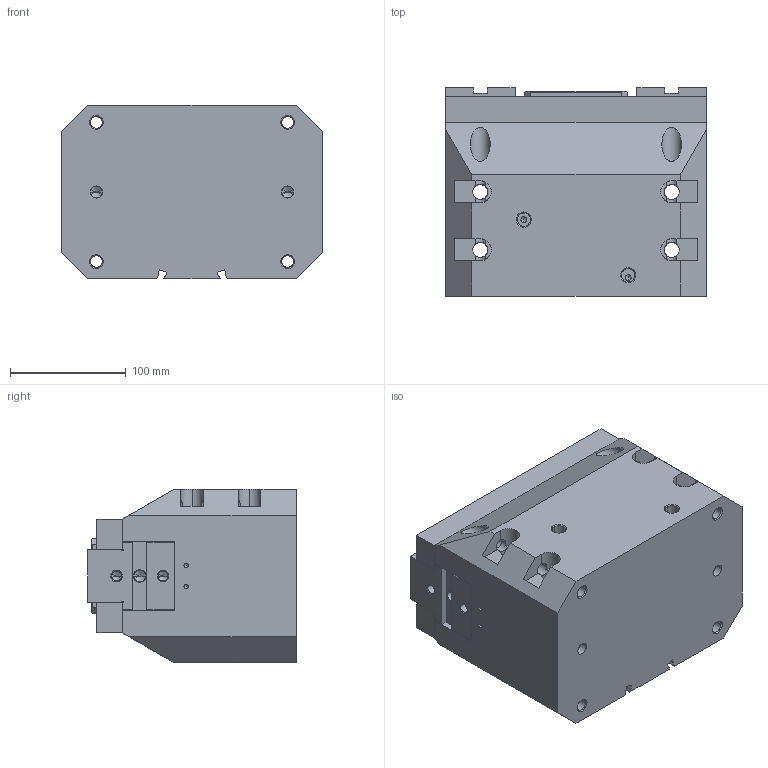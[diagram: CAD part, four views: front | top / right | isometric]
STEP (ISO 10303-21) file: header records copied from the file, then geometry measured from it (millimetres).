
FILE_DESCRIPTION( ( '' ), '1' );
FILE_NAME( 'op150i_op724abc_0_2_14a.stp', '2010-10-25T12:47:26', ( '' ), ( '' ), ' ', ' ', ' ' );
FILE_SCHEMA( ( 'automotive_design' ) );
Length unit declared in the file: millimetre
Products named in the file (3): 1; 2; 3
Bounding box: 225 x 180 x 150 mm (x, y, z)
Volume: 4905819.7 mm3; surface area: 333731.4 mm2
Topology: 3 solids, 3 shells, 402 faces, 1108 edges, 688 vertices
Faces by surface type: plane 198, cylinder 120, cone 84
Entity records: 25924 total; most frequent: CARTESIAN_POINT 3583, STYLED_ITEM 2165, PRESENTATION_STYLE_ASSIGNMENT 2165, COLOUR_RGB 2165, ORIENTED_EDGE 2144, DIRECTION 2124, EDGE_CURVE 1072, CURVE_STYLE 1072
